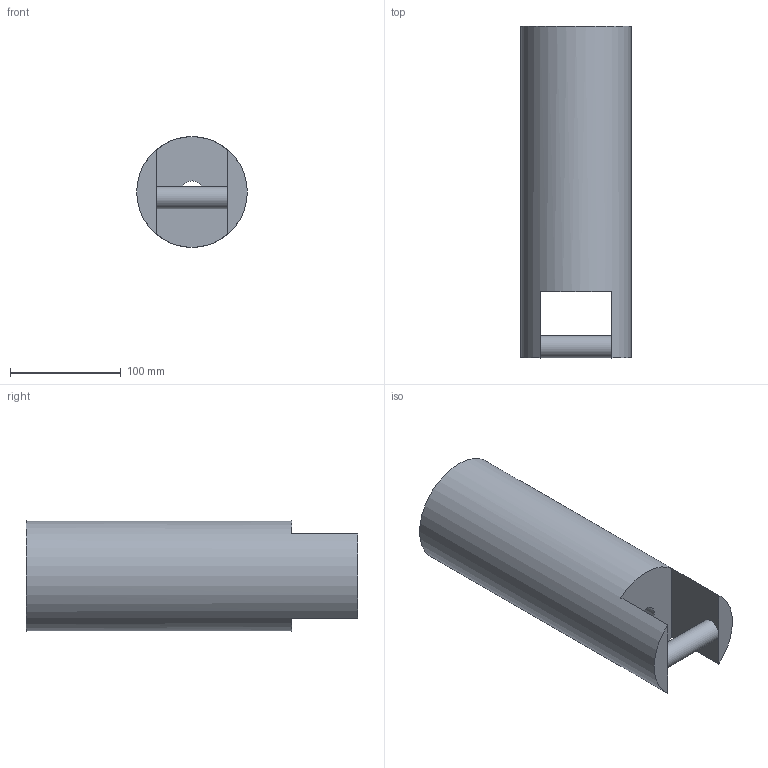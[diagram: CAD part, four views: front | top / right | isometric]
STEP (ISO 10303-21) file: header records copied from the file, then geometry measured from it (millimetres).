
FILE_DESCRIPTION(/* description */ (''),/* implementation_level */ '2;1');
FILE_NAME(/* name */ 'Bauteil5_ipt_7027d2f5.STEP',/* time_stamp */ '2019-12-11T20:59:01+01:00',/* author */ ('Fynn'),/* organization */ (''),/* preprocessor_version */ 'ST-DEVELOPER v18',/* originating_system */ 'Autodesk Inventor 2020',/* authorisation */ '');
FILE_SCHEMA (('AUTOMOTIVE_DESIGN { 1 0 10303 214 3 1 1 }'));
Length unit declared in the file: millimetre
Products named in the file (1): Bauteil5
Bounding box: 100 x 300 x 100 mm (x, y, z)
Volume: 1940754.1 mm3; surface area: 128491 mm2
Topology: 1 solids, 1 shells, 9 faces, 26 edges, 17 vertices
Faces by surface type: plane 6, cylinder 3
Full cylindrical faces by diameter (mm): 20 x2, 100 x1
Entity records: 354 total; most frequent: DIRECTION 59, CARTESIAN_POINT 53, ORIENTED_EDGE 52, EDGE_CURVE 26, AXIS2_PLACEMENT_3D 23, VERTEX_POINT 17, LINE 13, VECTOR 13
